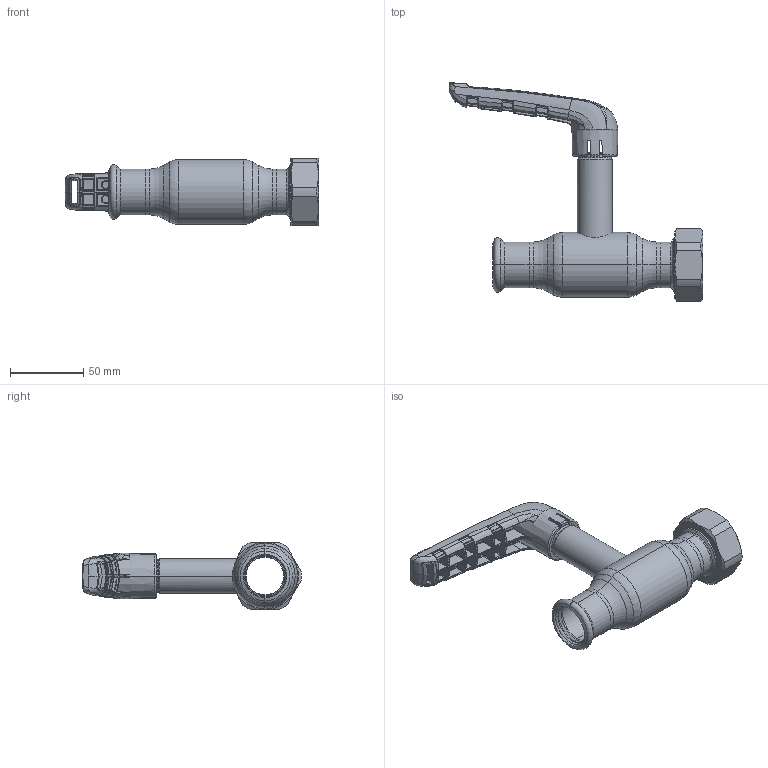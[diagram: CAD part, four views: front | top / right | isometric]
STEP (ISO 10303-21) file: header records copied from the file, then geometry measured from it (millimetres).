
FILE_DESCRIPTION (( 'STEP AP214' ), '1' );
FILE_NAME ('2025001401-xxxx.step', '2019-05-10T11:06:18', ( '' ), ( '' ), 'SwSTEP 2.0', 'SolidWorks 2017', '' );
FILE_SCHEMA (( 'AUTOMOTIVE_DESIGN' ));
Length unit declared in the file: millimetre
Products named in the file (1): 2025001401-xxxx
Bounding box: 173.29 x 149.79 x 46 mm (x, y, z)
Surface area: 48666.7 mm2 (no closed solid volume)
Topology: 0 solids, 11 shells, 758 faces, 2493 edges, 1634 vertices
Faces by surface type: bspline 581, plane 59, cylinder 50, cone 37, torus 23, sphere 8
Entity records: 59084 total; most frequent: CARTESIAN_POINT 34762, ORIENTED_EDGE 4052, EDGE_CURVE 2483, B_SPLINE_CURVE_WITH_KNOTS 1726, DIRECTION 1703, VERTEX_POINT 1630, EDGE_LOOP 780, AXIS2_PLACEMENT_3D 768
